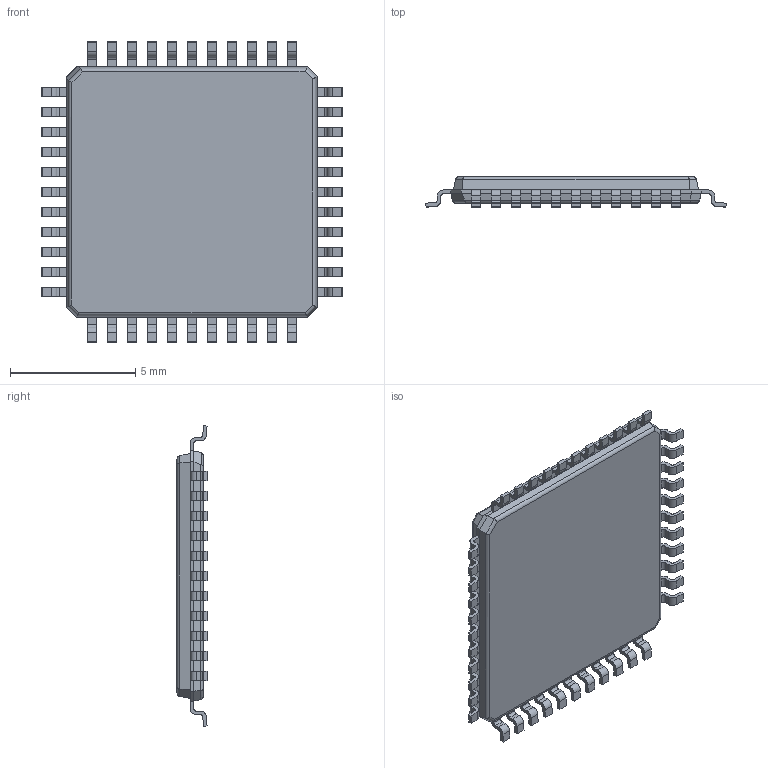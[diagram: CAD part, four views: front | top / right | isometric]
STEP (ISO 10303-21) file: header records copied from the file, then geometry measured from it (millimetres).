
FILE_DESCRIPTION (( 'STEP AP214' ), '1' );
FILE_NAME ('MAX1421ECM+D.STEP', '2023-12-13T23:43:11', ( '' ), ( '' ), 'SwSTEP 2.0', 'SolidWorks 2021', '' );
FILE_SCHEMA (( 'AUTOMOTIVE_DESIGN' ));
Length unit declared in the file: millimetre
Products named in the file (1): MAX1421ECM+D
Bounding box: 12 x 1.2 x 12 mm (x, y, z)
Volume: 103.9 mm3; surface area: 297.1 mm2
Topology: 46 solids, 46 shells, 666 faces, 1696 edges, 1124 vertices
Faces by surface type: plane 470, cylinder 196
Entity records: 20439 total; most frequent: CARTESIAN_POINT 3541, ORIENTED_EDGE 3392, DIRECTION 3372, EDGE_CURVE 1696, VECTOR 1318, LINE 1318, VERTEX_POINT 1124, AXIS2_PLACEMENT_3D 1027
